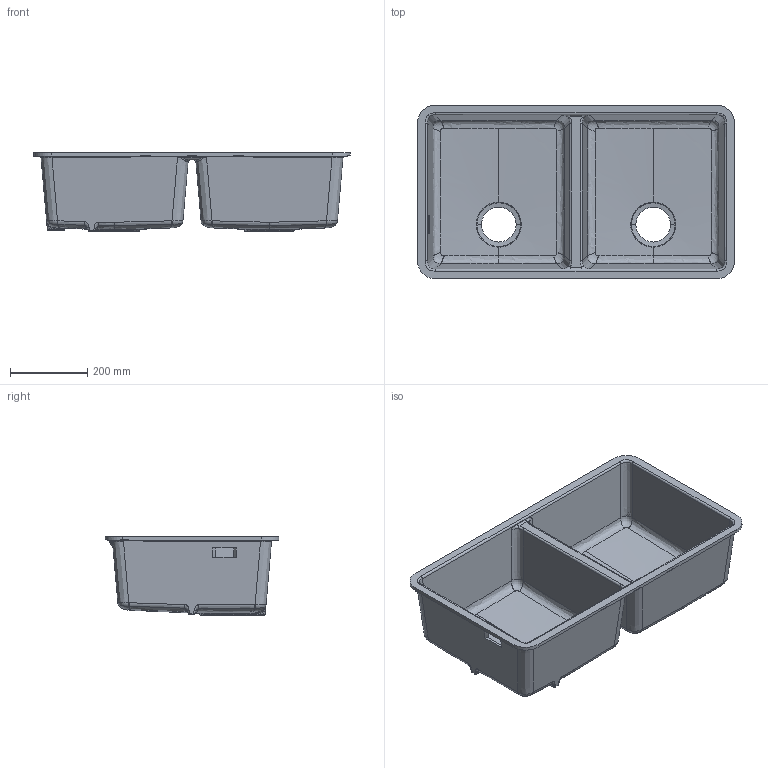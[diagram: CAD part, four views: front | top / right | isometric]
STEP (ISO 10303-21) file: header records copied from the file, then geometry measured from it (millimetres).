
FILE_DESCRIPTION(('CAx-IF Rec.Pracs.---Model Styling and Organization---1.2---2011-12-15','CAx-IF Rec.Pracs.---Geometric and Assembly Validation Properties---4.1---2014-06-16','CAx-IF Rec.Pracs.---PMI Polyline Presentation---2.0---2013-05-24'),'2;1');
FILE_NAME('1000118234_PPR_000.stp','2017-09-05T08:41:19+02:00',(''),(''),'STEP Interface 4.1 by CT CoreTechnologie','3D_Evolution4.1 by CT CoreTechnologie','');
FILE_SCHEMA(('AP203_CONFIGURATION_CONTROLLED_3D_DESIGN_OF_MECHANICAL_PARTS_AND_ASSEMBLIES_MIM_LF'));
Length unit declared in the file: millimetre
Products named in the file (2): P_2 S510-U770 1000118234_PPR_000_A0; P_2 Doppelbecken_Unterb_370_370_QC_N200U 1000118233_PPA_000_A0
Assembly tree (1 placements, depth 2):
  P_2 S510-U770 1000118234_PPR_000_A0
    P_2 Doppelbecken_Unterb_370_370_QC_N200U 1000118233_PPA_000_A0
Bounding box: 820 x 450 x 204.03 mm (x, y, z)
Volume: 6451577.8 mm3; surface area: 1666599.6 mm2
Topology: 1 solids, 1 shells, 555 faces, 1792 edges, 1240 vertices
Faces by surface type: bspline 391, cylinder 97, plane 67
Entity records: 82693 total; most frequent: CARTESIAN_POINT 62559, ORIENTED_EDGE 3584, DIRECTION 2509, EDGE_CURVE 1792, VERTEX_POINT 1240, AXIS2_PLACEMENT_3D 1070, CIRCLE 904, EDGE_LOOP 562
